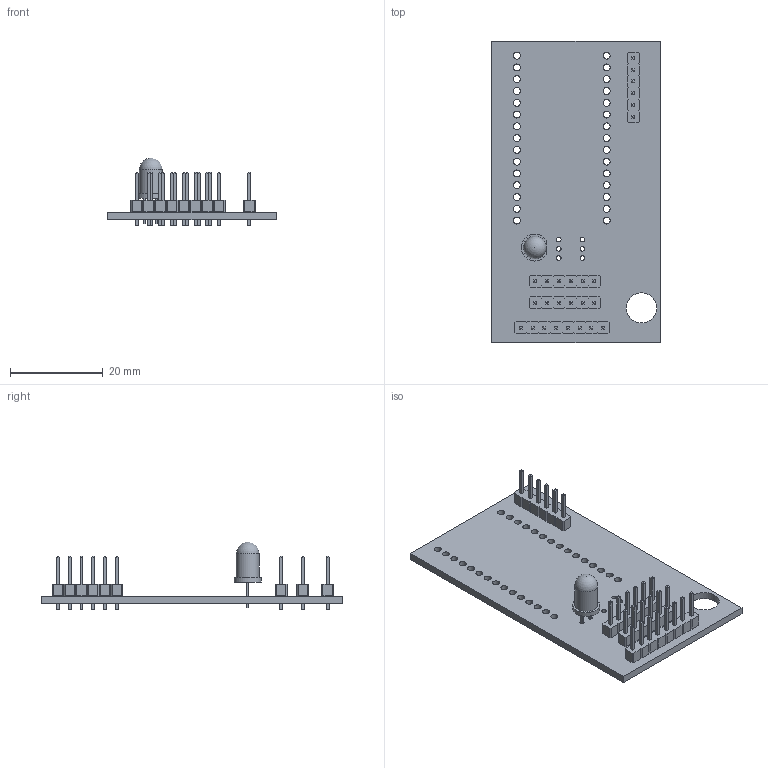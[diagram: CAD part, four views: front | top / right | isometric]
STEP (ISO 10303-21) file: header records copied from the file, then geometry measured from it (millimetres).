
FILE_DESCRIPTION(('KiCad electronic assembly'),'2;1');
FILE_NAME('PCB.step','2025-07-04T11:44:43',('Pcbnew'),('Kicad'), 'Open CASCADE STEP processor 7.8','KiCad to STEP converter','Unknown' );
FILE_SCHEMA(('AUTOMOTIVE_DESIGN { 1 0 10303 214 1 1 1 1 }'));
Length unit declared in the file: millimetre
Products named in the file (8): PCB 1; PinHeader_1x06_P2.54mm_Vertical; PinHeader_1x06_P254mm_Vertical; LED_D5.0mm; PinHeader_1x08_P2.54mm_Vertical; PinHeader_1x08_P254mm_Vertical; PCB_PCB
Assembly tree (9 placements, depth 3):
  PCB 1
    PinHeader_1x06_P2.54mm_Vertical  x3
      PinHeader_1x06_P254mm_Vertical
    LED_D5.0mm
      LED_D5.0mm
    PinHeader_1x08_P2.54mm_Vertical
      PinHeader_1x08_P254mm_Vertical
    PCB_PCB
Bounding box: 36.25 x 65 x 14.6 mm (x, y, z)
Volume: 4257.1 mm3; surface area: 6742.8 mm2
Topology: 6 solids, 6 shells, 727 faces, 1774 edges, 1113 vertices
Faces by surface type: plane 659, cylinder 67, sphere 1
Full cylindrical faces by diameter (mm): 0.9 x2, 1 x32, 1.5 x30, 4.9 x1, 6.5 x1
Entity records: 15408 total; most frequent: CARTESIAN_POINT 2179, ORIENTED_EDGE 2130, DIRECTION 2082, EDGE_CURVE 1065, LINE 930, VECTOR 930, VERTEX_POINT 673, FACE_BOUND 592
